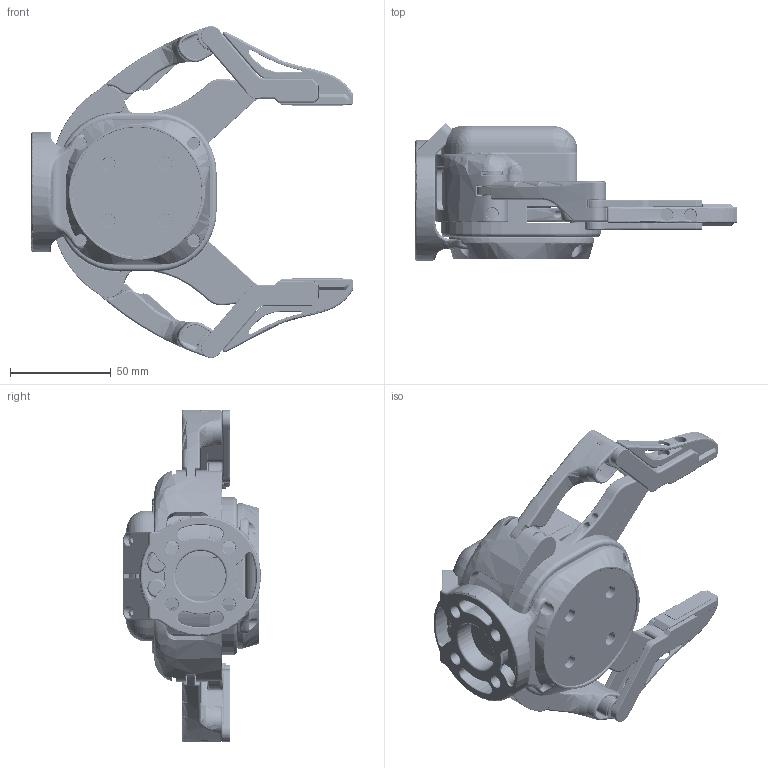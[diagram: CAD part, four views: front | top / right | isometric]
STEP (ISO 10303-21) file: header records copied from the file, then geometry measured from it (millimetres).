
FILE_DESCRIPTION (( 'STEP AP214' ), '1' );
FILE_NAME ('赻巠茼v1.2-W(1).STEP', '2023-08-22T10:54:01', ( 'China' ), ( 'Home' ), 'SwSTEP 2.0', 'SolidWorks 2018', '' );
FILE_SCHEMA (( 'AUTOMOTIVE_DESIGN' ));
Length unit declared in the file: millimetre
Products named in the file (15): 1030100579_MCPOG_淏蚾楊擘v1.3; ____ ____v1^赻巠茼v1.2-W(1)_赻巠茼v1.2-W(1); ^赻巠茼v1.2-W(1)_赻巠茼v1.2-W(1); ________ __________v1^赻巠茼v1.2-W(1)_赻巠茼v1.2-W(1); ____ __________v1^赻巠茼v1.2-W(1)_赻巠茼v1.2-W(1); 复件 (3) ^自适应v1.2-W(1)_自适应v1.2-W(1); 复件 (2) ____ ______v1^自适应v1.2-W(1)_自适应v1.2-W(1); 复件 (4) ^自适应v1.2-W(1)_自适应v1.2-W(1); ____ ______v1^赻巠茼v1.2-W(1)_赻巠茼v1.2-W(1); 赻巠茼v1.2-W(1)^赻巠茼v1.2-W(1); 复件 (2) ^自适应v1.2-W(1)_自适应v1.2-W(1); 复件 (5) ^自适应v1.2-W(1)_自适应v1.2-W(1); 1030100578_MCPOG_掖楊擘v1.3.step; 赻巠茼v1.2-W(1); 复件 (6) ^自适应v1.2-W(1)_自适应v1.2-W(1)
Assembly tree (18 placements, depth 3):
  赻巠茼v1.2-W(1)
    赻巠茼v1.2-W(1)^赻巠茼v1.2-W(1)
      ^赻巠茼v1.2-W(1)_赻巠茼v1.2-W(1)  x2
      复件 (2) ^自适应v1.2-W(1)_自适应v1.2-W(1)
      复件 (3) ^自适应v1.2-W(1)_自适应v1.2-W(1)
      ____ ______v1^赻巠茼v1.2-W(1)_赻巠茼v1.2-W(1)
      ____ ____v1^赻巠茼v1.2-W(1)_赻巠茼v1.2-W(1)
      复件 (2) ____ ______v1^自适应v1.2-W(1)_自适应v1.2-W(1)  x2
      复件 (4) ^自适应v1.2-W(1)_自适应v1.2-W(1)
      ____ __________v1^赻巠茼v1.2-W(1)_赻巠茼v1.2-W(1)
      复件 (5) ^自适应v1.2-W(1)_自适应v1.2-W(1)  x2
      复件 (6) ^自适应v1.2-W(1)_自适应v1.2-W(1)  x2
      ________ __________v1^赻巠茼v1.2-W(1)_赻巠茼v1.2-W(1)
    1030100578_MCPOG_掖楊擘v1.3.step
    1030100579_MCPOG_淏蚾楊擘v1.3
Bounding box: 159.55 x 68.32 x 164.8 mm (x, y, z)
Volume: 237794.9 mm3; surface area: 162611.3 mm2
Topology: 84 solids, 86 shells, 5138 faces, 12605 edges, 7543 vertices
Faces by surface type: cylinder 1806, plane 1313, torus 1181, bspline 654, sphere 99, cone 85
Entity records: 184774 total; most frequent: CARTESIAN_POINT 79701, DIRECTION 21673, ORIENTED_EDGE 21586, EDGE_CURVE 10793, AXIS2_PLACEMENT_3D 8812, VERTEX_POINT 6548, CIRCLE 4902, EDGE_LOOP 4701
